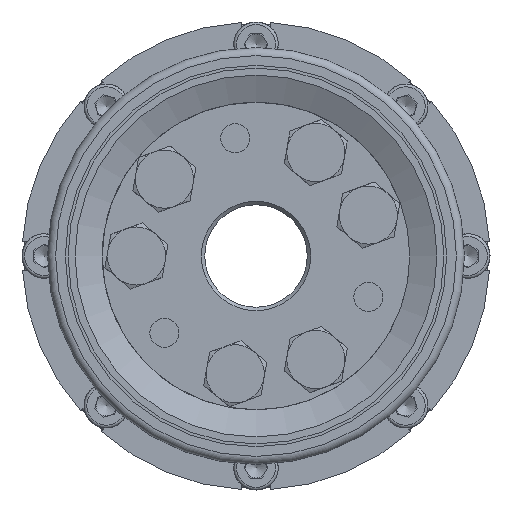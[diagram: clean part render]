
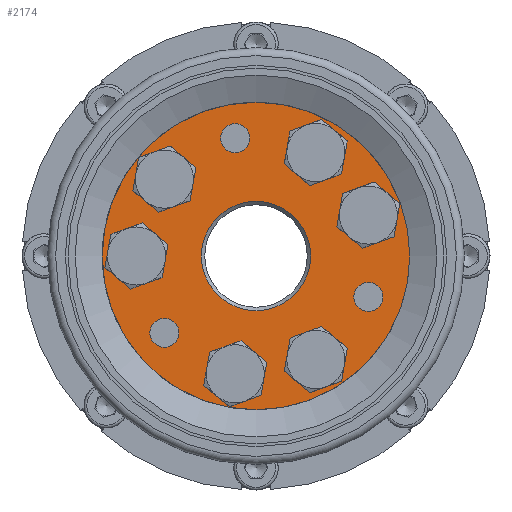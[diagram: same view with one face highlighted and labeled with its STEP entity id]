
A CAD part, left-side view. The second image highlights one B-rep face of the part: STEP entity #2174.
In plain terms, the highlighted planar face has unit normal (-1, 0, 0).
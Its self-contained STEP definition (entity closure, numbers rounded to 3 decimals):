
#2174 = ADVANCED_FACE( '', ( #4705, #4706, #4707, #4708, #4709, #4710, #4711, #4712, #4713, #4714, #4715 ), #4716, .T. );
#4705 = FACE_BOUND( '', #7264, .T. );
#4706 = FACE_OUTER_BOUND( '', #7265, .T. );
#4707 = FACE_BOUND( '', #7266, .T. );
#4708 = FACE_BOUND( '', #7267, .T. );
#4709 = FACE_BOUND( '', #7268, .T. );
#4710 = FACE_BOUND( '', #7269, .T. );
#4711 = FACE_BOUND( '', #7270, .T. );
#4712 = FACE_BOUND( '', #7271, .T. );
#4713 = FACE_BOUND( '', #7272, .T. );
#4714 = FACE_BOUND( '', #7273, .T. );
#4715 = FACE_BOUND( '', #7274, .T. );
#4716 = PLANE( '', #7275 );
#7264 = EDGE_LOOP( '', ( #13137 ) );
#7265 = EDGE_LOOP( '', ( #13138 ) );
#7266 = EDGE_LOOP( '', ( #13139 ) );
#7267 = EDGE_LOOP( '', ( #13140 ) );
#7268 = EDGE_LOOP( '', ( #13141 ) );
#7269 = EDGE_LOOP( '', ( #13142 ) );
#7270 = EDGE_LOOP( '', ( #13143 ) );
#7271 = EDGE_LOOP( '', ( #13144 ) );
#7272 = EDGE_LOOP( '', ( #13145 ) );
#7273 = EDGE_LOOP( '', ( #13146 ) );
#7274 = EDGE_LOOP( '', ( #13147 ) );
#7275 = AXIS2_PLACEMENT_3D( '', #13148, #13149, #13150 );
#13137 = ORIENTED_EDGE( '', *, *, #13767, .T. );
#13138 = ORIENTED_EDGE( '', *, *, #13540, .T. );
#13139 = ORIENTED_EDGE( '', *, *, #14437, .T. );
#13140 = ORIENTED_EDGE( '', *, *, #13733, .T. );
#13141 = ORIENTED_EDGE( '', *, *, #15477, .T. );
#13142 = ORIENTED_EDGE( '', *, *, #14820, .T. );
#13143 = ORIENTED_EDGE( '', *, *, #13690, .T. );
#13144 = ORIENTED_EDGE( '', *, *, #13427, .T. );
#13145 = ORIENTED_EDGE( '', *, *, #15054, .T. );
#13146 = ORIENTED_EDGE( '', *, *, #14696, .T. );
#13147 = ORIENTED_EDGE( '', *, *, #15071, .T. );
#13148 = CARTESIAN_POINT( '', ( -75.5, 10.725, 8.999 ) );
#13149 = DIRECTION( '', ( -1., 0., 0. ) );
#13150 = DIRECTION( '', ( 0., 1., 0. ) );
#13427 = EDGE_CURVE( '', #15808, #15808, #15809, .T. );
#13540 = EDGE_CURVE( '', #16001, #16001, #16002, .T. );
#13690 = EDGE_CURVE( '', #16262, #16262, #16263, .T. );
#13733 = EDGE_CURVE( '', #16332, #16332, #16333, .T. );
#13767 = EDGE_CURVE( '', #16391, #16391, #16392, .F. );
#14437 = EDGE_CURVE( '', #17437, #17437, #17438, .T. );
#14696 = EDGE_CURVE( '', #17803, #17803, #17804, .T. );
#14820 = EDGE_CURVE( '', #17962, #17962, #17963, .T. );
#15054 = EDGE_CURVE( '', #18261, #18261, #18262, .T. );
#15071 = EDGE_CURVE( '', #18284, #18284, #18285, .T. );
#15477 = EDGE_CURVE( '', #18732, #18732, #18733, .T. );
#15808 = VERTEX_POINT( '', #19495 );
#15809 = CIRCLE( '', #19496, 7.75 );
#16001 = VERTEX_POINT( '', #20017 );
#16002 = CIRCLE( '', #20018, 45. );
#16262 = VERTEX_POINT( '', #20486 );
#16263 = CIRCLE( '', #20487, 7.75 );
#16332 = VERTEX_POINT( '', #20691 );
#16333 = CIRCLE( '', #20692, 7.75 );
#16391 = VERTEX_POINT( '', #20792 );
#16392 = CIRCLE( '', #20793, 16. );
#17437 = VERTEX_POINT( '', #23181 );
#17438 = CIRCLE( '', #23182, 7.75 );
#17803 = VERTEX_POINT( '', #23909 );
#17804 = CIRCLE( '', #23910, 4.25 );
#17962 = VERTEX_POINT( '', #24264 );
#17963 = CIRCLE( '', #24265, 7.75 );
#18261 = VERTEX_POINT( '', #24858 );
#18262 = CIRCLE( '', #24859, 4.25 );
#18284 = VERTEX_POINT( '', #24890 );
#18285 = CIRCLE( '', #24891, 4.25 );
#18732 = VERTEX_POINT( '', #25608 );
#18733 = CIRCLE( '', #25609, 7.75 );
#19495 = CARTESIAN_POINT( '', ( -75.5, 19.062, 22.498 ) );
#19496 = AXIS2_PLACEMENT_3D( '', #25830, #25831, #25832 );
#20017 = CARTESIAN_POINT( '', ( -75.5, -45., 0. ) );
#20018 = AXIS2_PLACEMENT_3D( '', #25992, #25993, #25994 );
#20486 = CARTESIAN_POINT( '', ( -75.5, 27.25, 0. ) );
#20487 = AXIS2_PLACEMENT_3D( '', #26208, #26209, #26210 );
#20691 = CARTESIAN_POINT( '', ( -75.5, -40.639, 11.971 ) );
#20692 = AXIS2_PLACEMENT_3D( '', #26245, #26246, #26247 );
#20792 = CARTESIAN_POINT( '', ( -75.5, -16., 0. ) );
#20793 = AXIS2_PLACEMENT_3D( '', #26296, #26297, #26298 );
#23181 = CARTESIAN_POINT( '', ( -75.5, -25.25, 30.311 ) );
#23182 = AXIS2_PLACEMENT_3D( '', #27108, #27109, #27110 );
#23909 = CARTESIAN_POINT( '', ( -75.5, 1.828, 34.468 ) );
#23910 = AXIS2_PLACEMENT_3D( '', #27448, #27449, #27450 );
#24264 = CARTESIAN_POINT( '', ( -75.5, -1.672, -34.468 ) );
#24265 = AXIS2_PLACEMENT_3D( '', #27579, #27580, #27581 );
#24858 = CARTESIAN_POINT( '', ( -75.5, -37.139, -11.971 ) );
#24859 = AXIS2_PLACEMENT_3D( '', #27831, #27832, #27833 );
#24890 = CARTESIAN_POINT( '', ( -75.5, 22.562, -22.498 ) );
#24891 = AXIS2_PLACEMENT_3D( '', #27846, #27847, #27848 );
#25608 = CARTESIAN_POINT( '', ( -75.5, -25.25, -30.311 ) );
#25609 = AXIS2_PLACEMENT_3D( '', #28125, #28126, #28127 );
#25830 = CARTESIAN_POINT( '', ( -75.5, 26.812, 22.498 ) );
#25831 = DIRECTION( '', ( 1., 0., 0. ) );
#25832 = DIRECTION( '', ( 0., -1., 0. ) );
#25992 = CARTESIAN_POINT( '', ( -75.5, 0., 0. ) );
#25993 = DIRECTION( '', ( -1., 0., 0. ) );
#25994 = DIRECTION( '', ( 0., -1., 0. ) );
#26208 = CARTESIAN_POINT( '', ( -75.5, 35., 0. ) );
#26209 = DIRECTION( '', ( 1., 0., 0. ) );
#26210 = DIRECTION( '', ( 0., -1., 0. ) );
#26245 = CARTESIAN_POINT( '', ( -75.5, -32.889, 11.971 ) );
#26246 = DIRECTION( '', ( 1., 0., 0. ) );
#26247 = DIRECTION( '', ( 0., -1., 0. ) );
#26296 = CARTESIAN_POINT( '', ( -75.5, 0., 0. ) );
#26297 = DIRECTION( '', ( -1., 0., 0. ) );
#26298 = DIRECTION( '', ( 0., -1., 0. ) );
#27108 = CARTESIAN_POINT( '', ( -75.5, -17.5, 30.311 ) );
#27109 = DIRECTION( '', ( 1., 0., 0. ) );
#27110 = DIRECTION( '', ( 0., -1., 0. ) );
#27448 = CARTESIAN_POINT( '', ( -75.5, 6.078, 34.468 ) );
#27449 = DIRECTION( '', ( 1., 0., 0. ) );
#27450 = DIRECTION( '', ( 0., -1., 0. ) );
#27579 = CARTESIAN_POINT( '', ( -75.5, 6.078, -34.468 ) );
#27580 = DIRECTION( '', ( 1., 0., 0. ) );
#27581 = DIRECTION( '', ( 0., -1., 0. ) );
#27831 = CARTESIAN_POINT( '', ( -75.5, -32.889, -11.971 ) );
#27832 = DIRECTION( '', ( 1., 0., 0. ) );
#27833 = DIRECTION( '', ( 0., -1., 0. ) );
#27846 = CARTESIAN_POINT( '', ( -75.5, 26.812, -22.498 ) );
#27847 = DIRECTION( '', ( 1., 0., 0. ) );
#27848 = DIRECTION( '', ( 0., -1., 0. ) );
#28125 = CARTESIAN_POINT( '', ( -75.5, -17.5, -30.311 ) );
#28126 = DIRECTION( '', ( 1., 0., 0. ) );
#28127 = DIRECTION( '', ( 0., -1., 0. ) );
